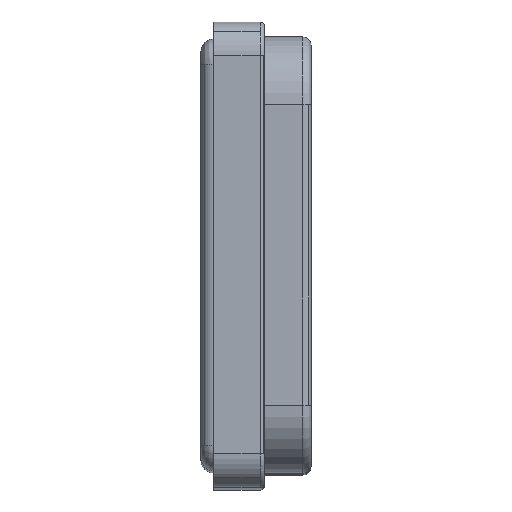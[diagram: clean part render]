
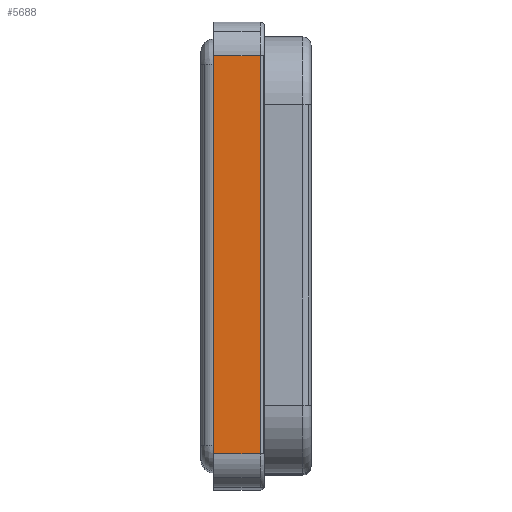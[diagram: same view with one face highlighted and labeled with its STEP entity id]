
A CAD part, top view. The second image highlights one B-rep face of the part: STEP entity #5688.
In plain terms, the highlighted planar face has unit normal (0, 0, 1).
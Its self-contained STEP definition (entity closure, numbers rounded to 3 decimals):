
#59=CARTESIAN_POINT('',(-0.5,-23.5,152.0));
#60=VERTEX_POINT('',#59);
#68=CARTESIAN_POINT('',(-6.,-23.5,152.0));
#69=VERTEX_POINT('',#68);
#70=CARTESIAN_POINT('',(-0.5,-23.5,152.0));
#71=DIRECTION('',(-1.0,0.0,0.0));
#72=VECTOR('',#71,5.5);
#73=LINE('',#70,#72);
#74=EDGE_CURVE('',#60,#69,#73,.T.);
#4886=CARTESIAN_POINT('',(-6.,23.5,152.0));
#4887=VERTEX_POINT('',#4886);
#4888=CARTESIAN_POINT('',(-6.,23.5,152.0));
#4889=DIRECTION('',(0.0,-1.0,0.0));
#4890=VECTOR('',#4889,47.);
#4891=LINE('',#4888,#4890);
#4892=EDGE_CURVE('',#4887,#69,#4891,.T.);
#5424=CARTESIAN_POINT('',(-0.5,23.5,152.0));
#5425=VERTEX_POINT('',#5424);
#5433=CARTESIAN_POINT('',(-0.5,23.5,152.0));
#5434=DIRECTION('',(0.0,-1.0,0.0));
#5435=VECTOR('',#5434,47.0);
#5436=LINE('',#5433,#5435);
#5437=EDGE_CURVE('',#5425,#60,#5436,.T.);
#5643=CARTESIAN_POINT('',(-6.,23.5,152.0));
#5644=DIRECTION('',(1.0,0.0,0.0));
#5645=VECTOR('',#5644,5.5);
#5646=LINE('',#5643,#5645);
#5647=EDGE_CURVE('',#4887,#5425,#5646,.T.);
#5677=CARTESIAN_POINT('',(0.0,27.5,152.0));
#5678=DIRECTION('',(0.0,0.0,1.0));
#5679=DIRECTION('',(1.0,0.0,0.0));
#5680=AXIS2_PLACEMENT_3D('',#5677,#5678,#5679);
#5681=PLANE('',#5680);
#5682=ORIENTED_EDGE('',*,*,#5437,.F.);
#5683=ORIENTED_EDGE('',*,*,#5647,.F.);
#5684=ORIENTED_EDGE('',*,*,#4892,.T.);
#5685=ORIENTED_EDGE('',*,*,#74,.F.);
#5686=EDGE_LOOP('',(#5682,#5683,#5684,#5685));
#5687=FACE_OUTER_BOUND('',#5686,.T.);
#5688=ADVANCED_FACE('',(#5687),#5681,.T.);
